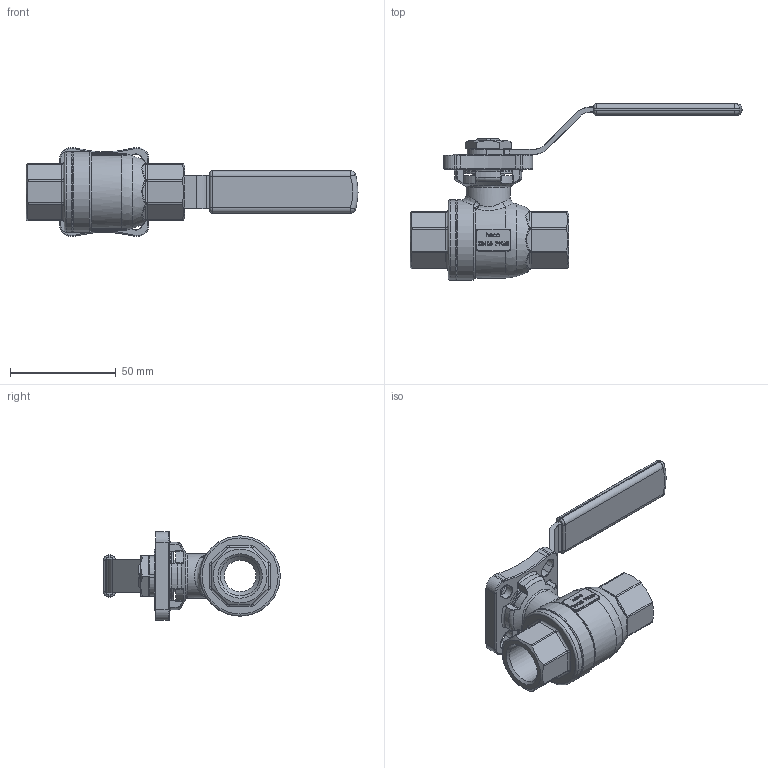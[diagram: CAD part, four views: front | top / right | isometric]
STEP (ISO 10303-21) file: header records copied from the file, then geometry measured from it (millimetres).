
FILE_DESCRIPTION (( 'STEP AP214' ), '1' );
FILE_NAME ('K2DA-012-4 Kugelhahn 2-teilig heco.STEP', '2015-05-22T09:55:24', ( 'test' ), ( '' ), 'SwSTEP 2.0', 'SolidWorks 2011', '' );
FILE_SCHEMA (( 'AUTOMOTIVE_DESIGN' ));
Length unit declared in the file: millimetre
Products named in the file (1): K2DA-012-4 Kugelhahn 2-teilig heco
Bounding box: 157 x 83.5 x 42 mm (x, y, z)
Volume: 70234.3 mm3; surface area: 26057.2 mm2
Topology: 1 solids, 1 shells, 1041 faces, 2649 edges, 1630 vertices
Faces by surface type: plane 352, bspline 313, cylinder 227, torus 119, cone 18, sphere 12
Full cylindrical faces by diameter (mm): 15 x3, 18.67 x2, 21 x1, 23 x2, 26 x1, 38 x2
Entity records: 54793 total; most frequent: CARTESIAN_POINT 20468, ORIENTED_EDGE 5174, DIRECTION 4059, EDGE_CURVE 2587, VERTEX_POINT 1617, AXIS2_PLACEMENT_3D 1441, VECTOR 1177, LINE 1177
